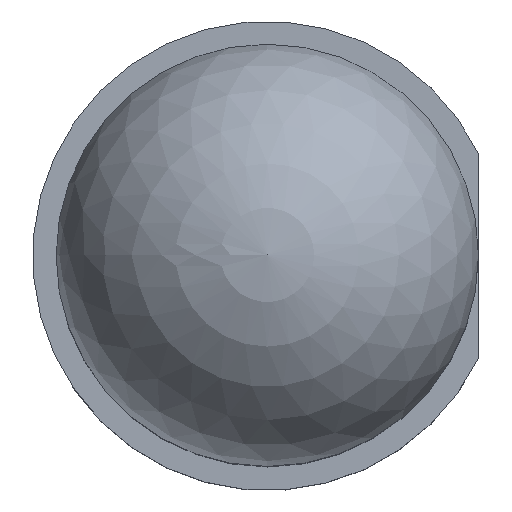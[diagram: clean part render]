
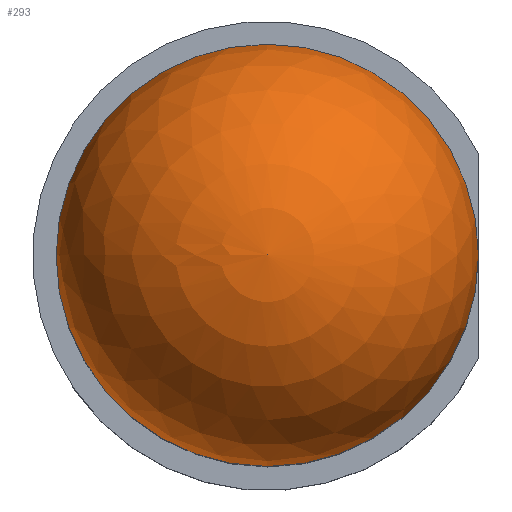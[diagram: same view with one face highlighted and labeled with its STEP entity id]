
A CAD part, top view. The second image highlights one B-rep face of the part: STEP entity #293.
In plain terms, the highlighted spherical face has radius 1.732 mm.
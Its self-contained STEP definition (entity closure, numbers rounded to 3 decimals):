
#103=FACE_OUTER_BOUND('',#123,.T.);
#123=EDGE_LOOP('',(#215,#216,#217));
#143=CIRCLE('',#332,1.733);
#144=CIRCLE('',#333,1.733);
#151=VERTEX_POINT('',#455);
#152=VERTEX_POINT('',#457);
#177=EDGE_CURVE('',#151,#151,#143,.T.);
#178=EDGE_CURVE('',#152,#151,#144,.T.);
#215=ORIENTED_EDGE('',*,*,#177,.T.);
#216=ORIENTED_EDGE('',*,*,#178,.F.);
#217=ORIENTED_EDGE('',*,*,#178,.T.);
#291=SPHERICAL_SURFACE('',#331,1.733);
#293=ADVANCED_FACE('',(#103),#291,.T.);
#331=AXIS2_PLACEMENT_3D('',#454,#364,#365);
#332=AXIS2_PLACEMENT_3D('',#456,#366,#367);
#333=AXIS2_PLACEMENT_3D('',#458,#368,#369);
#364=DIRECTION('center_axis',(0.,0.,1.));
#365=DIRECTION('ref_axis',(1.,0.,0.));
#366=DIRECTION('center_axis',(0.,0.,1.));
#367=DIRECTION('ref_axis',(1.,0.,0.));
#368=DIRECTION('center_axis',(0.,-1.,0.));
#369=DIRECTION('ref_axis',(-1.,0.,0.));
#454=CARTESIAN_POINT('Origin',(0.,0.,5.588));
#455=CARTESIAN_POINT('',(-1.733,0.,5.588));
#456=CARTESIAN_POINT('Origin',(0.,0.,5.588));
#457=CARTESIAN_POINT('',(0.,0.,7.32));
#458=CARTESIAN_POINT('Origin',(0.,0.,5.588));
